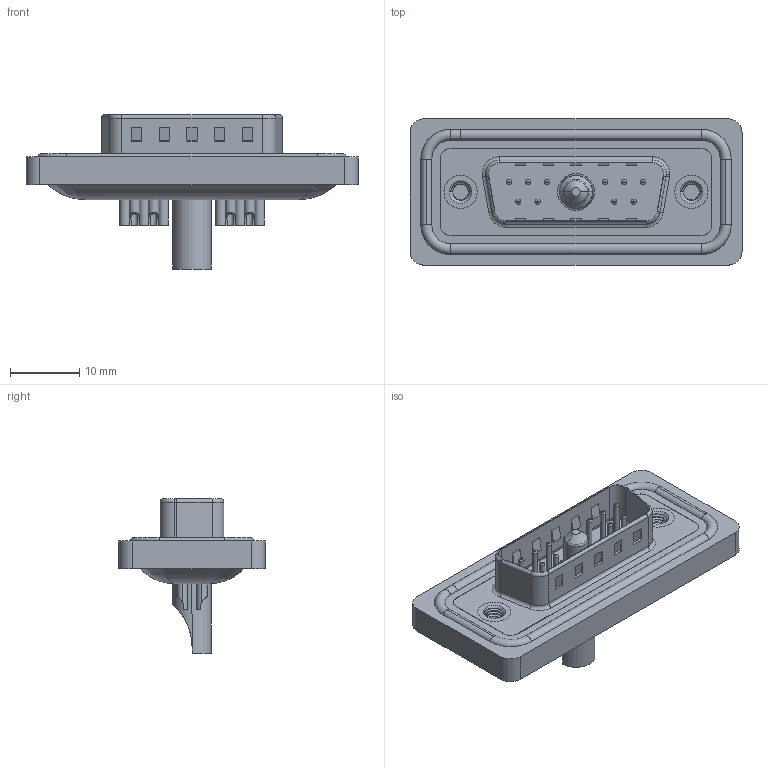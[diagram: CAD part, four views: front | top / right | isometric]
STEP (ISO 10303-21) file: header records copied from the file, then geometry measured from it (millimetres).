
FILE_DESCRIPTION (( 'STEP AP203' ), '1' );
FILE_NAME ('627W11W1322-4NA.STEP', '2024-03-19T19:00:08', ( '' ), ( '' ), 'SwSTEP 2.0', 'SolidWorks 2023', '' );
FILE_SCHEMA (( 'CONFIG_CONTROL_DESIGN' ));
Length unit declared in the file: millimetre
Products named in the file (9): Power Pin_40A SC; 627W11W1322-4NA; 627Combo Contact Row 2_22; 627Combo Threaded Rivet_A; 627Combo Contact Row 1_22; 627Combo Waterproof Housing_15 Contacts; 627Combo Shell Rear_15 Contacts; 627Combo Shell Front_15 Contacts; 627Combo Housing_11W1
Assembly tree (17 placements, depth 2):
  627W11W1322-4NA
    627Combo Housing_11W1
    627Combo Waterproof Housing_15 Contacts
    627Combo Shell Rear_15 Contacts
    627Combo Shell Front_15 Contacts
    627Combo Threaded Rivet_A  x2
    Power Pin_40A SC
    627Combo Contact Row 1_22  x6
    627Combo Contact Row 2_22  x4
Bounding box: 47.9 x 21.1 x 22.3 mm (x, y, z)
Volume: 5504.9 mm3; surface area: 9053.3 mm2
Topology: 19 solids, 22 shells, 871 faces, 2080 edges, 1286 vertices
Faces by surface type: cylinder 370, plane 288, torus 166, cone 35, bspline 12
Entity records: 21217 total; most frequent: CARTESIAN_POINT 5417, DIRECTION 3237, ORIENTED_EDGE 2924, EDGE_CURVE 1462, AXIS2_PLACEMENT_3D 1252, VERTEX_POINT 924, VECTOR 733, LINE 733
